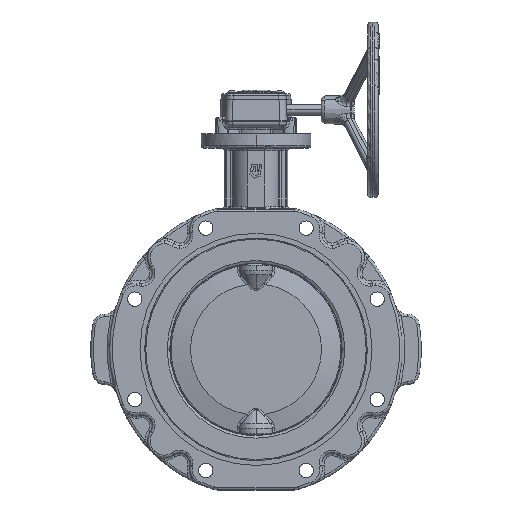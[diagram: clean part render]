
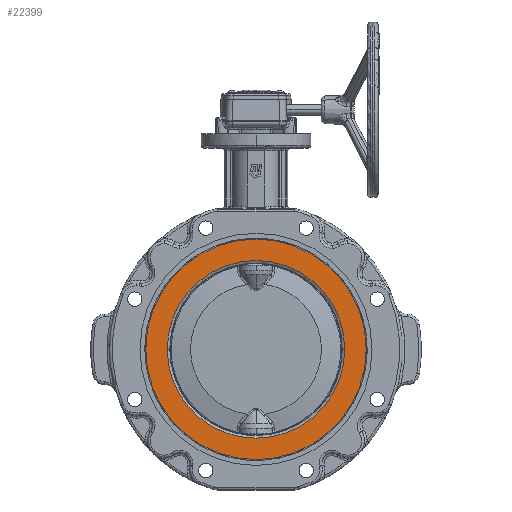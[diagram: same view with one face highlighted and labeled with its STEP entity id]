
A CAD part, left-side view. The second image highlights one B-rep face of the part: STEP entity #22399.
In plain terms, the highlighted planar face has unit normal (-1, 0, 0).
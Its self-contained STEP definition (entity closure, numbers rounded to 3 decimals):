
#20775=CARTESIAN_POINT('',(-30.1,-101.018,-0.));
#20776=VERTEX_POINT('',#20775);
#20783=CARTESIAN_POINT('',(-30.1,101.018,-0.));
#20784=VERTEX_POINT('',#20783);
#20785=CARTESIAN_POINT('',(-30.1,-0.,0.));
#20786=DIRECTION('',(1.,-0.,-0.));
#20787=DIRECTION('',(-0.,-1.,0.));
#20788=AXIS2_PLACEMENT_3D('',#20785,#20786,#20787);
#20789=CIRCLE('',#20788,101.018);
#20790=EDGE_CURVE('',#20784,#20776,#20789,.T.);
#22289=CARTESIAN_POINT('',(-30.1,-125.4,0.));
#22290=VERTEX_POINT('',#22289);
#22297=CARTESIAN_POINT('',(-30.1,125.4,-0.));
#22298=VERTEX_POINT('',#22297);
#22299=CARTESIAN_POINT('',(-30.1,-0.,0.));
#22300=DIRECTION('',(1.,-0.,0.));
#22301=DIRECTION('',(-0.,-1.,0.));
#22302=AXIS2_PLACEMENT_3D('',#22299,#22300,#22301);
#22303=CIRCLE('',#22302,125.4);
#22304=EDGE_CURVE('',#22290,#22298,#22303,.T.);
#22374=CARTESIAN_POINT('',(-30.1,-113.209,0.));
#22375=DIRECTION('',(-1.,0.,0.));
#22376=DIRECTION('',(0.,0.,-1.));
#22377=AXIS2_PLACEMENT_3D('',#22374,#22375,#22376);
#22378=PLANE('',#22377);
#22379=ORIENTED_EDGE('',*,*,#22304,.F.);
#22380=CARTESIAN_POINT('',(-30.1,-0.,0.));
#22381=DIRECTION('',(1.,-0.,0.));
#22382=DIRECTION('',(-0.,-1.,0.));
#22383=AXIS2_PLACEMENT_3D('',#22380,#22381,#22382);
#22384=CIRCLE('',#22383,125.4);
#22385=EDGE_CURVE('',#22298,#22290,#22384,.T.);
#22386=ORIENTED_EDGE('',*,*,#22385,.F.);
#22387=EDGE_LOOP('',(#22379,#22386));
#22388=FACE_BOUND('',#22387,.T.);
#22389=CARTESIAN_POINT('',(-30.1,-0.,0.));
#22390=DIRECTION('',(1.,-0.,-0.));
#22391=DIRECTION('',(-0.,-1.,0.));
#22392=AXIS2_PLACEMENT_3D('',#22389,#22390,#22391);
#22393=CIRCLE('',#22392,101.018);
#22394=EDGE_CURVE('',#20776,#20784,#22393,.T.);
#22395=ORIENTED_EDGE('',*,*,#22394,.T.);
#22396=ORIENTED_EDGE('',*,*,#20790,.T.);
#22397=EDGE_LOOP('',(#22395,#22396));
#22398=FACE_BOUND('',#22397,.T.);
#22399=ADVANCED_FACE('',(#22388,#22398),#22378,.T.);
